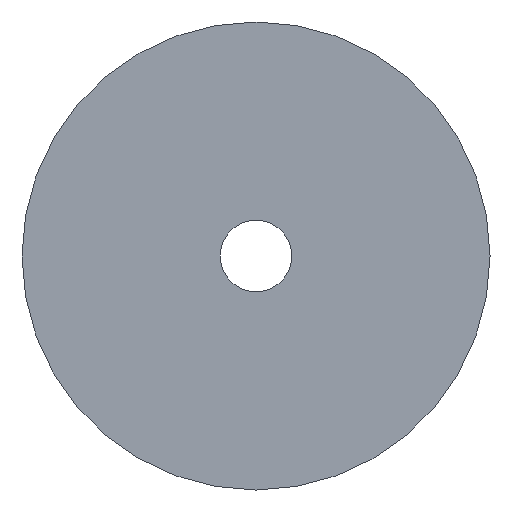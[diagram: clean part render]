
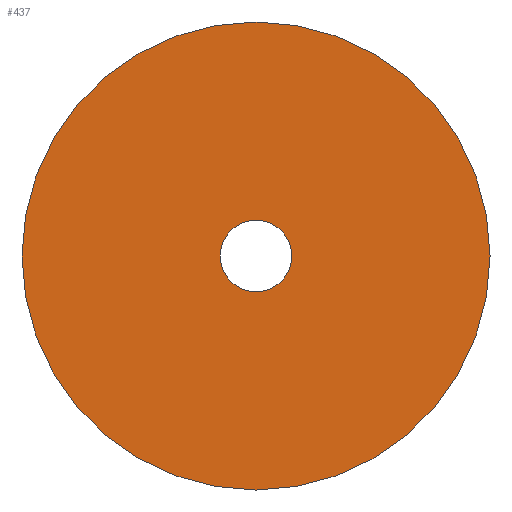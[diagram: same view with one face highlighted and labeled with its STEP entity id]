
A CAD part, front view. The second image highlights one B-rep face of the part: STEP entity #437.
In plain terms, the highlighted planar face has unit normal (0, -1, 0).
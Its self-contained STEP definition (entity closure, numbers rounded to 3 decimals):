
#32=PLANE('',#509);
#40=FACE_BOUND('',#102,.T.);
#69=FACE_OUTER_BOUND('',#101,.T.);
#101=EDGE_LOOP('',(#402));
#102=EDGE_LOOP('',(#403));
#165=CIRCLE('',#462,2.6);
#186=CIRCLE('',#507,17.);
#187=VERTEX_POINT('',#643);
#226=VERTEX_POINT('',#829);
#227=EDGE_CURVE('',#187,#187,#165,.T.);
#285=EDGE_CURVE('',#226,#226,#186,.T.);
#402=ORIENTED_EDGE('',*,*,#285,.F.);
#403=ORIENTED_EDGE('',*,*,#227,.T.);
#437=ADVANCED_FACE('',(#69,#40),#32,.F.);
#462=AXIS2_PLACEMENT_3D('',#644,#514,#515);
#507=AXIS2_PLACEMENT_3D('',#831,#635,#636);
#509=AXIS2_PLACEMENT_3D('',#833,#639,#640);
#514=DIRECTION('center_axis',(0.,1.,0.));
#515=DIRECTION('ref_axis',(1.,0.,0.));
#635=DIRECTION('center_axis',(0.,1.,0.));
#636=DIRECTION('ref_axis',(1.,0.,0.));
#639=DIRECTION('center_axis',(0.,1.,0.));
#640=DIRECTION('ref_axis',(1.,0.,0.));
#643=CARTESIAN_POINT('',(-2.6,0.,0.));
#644=CARTESIAN_POINT('Origin',(0.,0.,0.));
#829=CARTESIAN_POINT('',(-17.,0.,0.));
#831=CARTESIAN_POINT('Origin',(0.,0.,0.));
#833=CARTESIAN_POINT('Origin',(0.,0.,0.));
